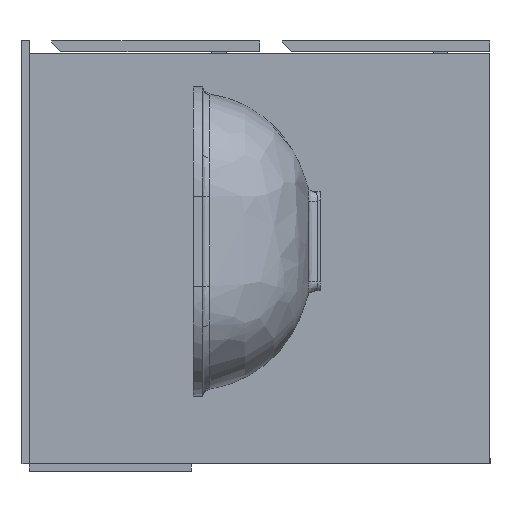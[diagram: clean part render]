
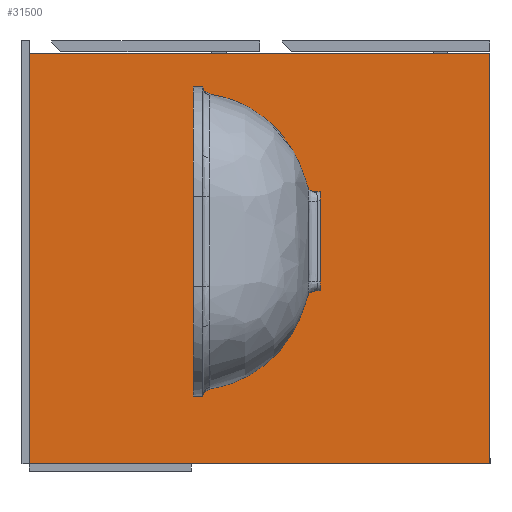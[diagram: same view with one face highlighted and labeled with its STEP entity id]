
A CAD part, left-side view. The second image highlights one B-rep face of the part: STEP entity #31500.
In plain terms, the highlighted planar face has unit normal (-1, 0, 0).
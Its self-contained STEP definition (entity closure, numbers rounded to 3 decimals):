
#2210 = EDGE_CURVE ( 'NONE', #21493, #27179, #5645, .T. ) ;
#2367 = CARTESIAN_POINT ( 'NONE',  ( 2., 0., -14. ) ) ;
#2465 = AXIS2_PLACEMENT_3D ( 'NONE', #26066, #23635, #3147 ) ;
#3147 = DIRECTION ( 'NONE',  ( 0., 0., -1. ) ) ;
#4841 = ORIENTED_EDGE ( 'NONE', *, *, #22432, .T. ) ;
#5475 = DIRECTION ( 'NONE',  ( 0., -1., 0. ) ) ;
#5608 = CARTESIAN_POINT ( 'NONE',  ( 2., 0., -470. ) ) ;
#5645 = LINE ( 'NONE', #18373, #13351 ) ;
#7085 = VECTOR ( 'NONE', #7496, 1000. ) ;
#7496 = DIRECTION ( 'NONE',  ( 0., 0., 1. ) ) ;
#7524 = VECTOR ( 'NONE', #30814, 1000. ) ;
#8801 = FACE_OUTER_BOUND ( 'NONE', #23434, .T. ) ;
#9324 = EDGE_CURVE ( 'NONE', #25762, #19233, #20891, .T. ) ;
#10581 = ORIENTED_EDGE ( 'NONE', *, *, #9324, .F. ) ;
#13191 = LINE ( 'NONE', #16116, #17060 ) ;
#13351 = VECTOR ( 'NONE', #5475, 1000. ) ;
#16116 = CARTESIAN_POINT ( 'NONE',  ( 2., 0., -470. ) ) ;
#17060 = VECTOR ( 'NONE', #17913, 1000. ) ;
#17835 = EDGE_CURVE ( 'NONE', #21493, #25762, #29818, .T. ) ;
#17913 = DIRECTION ( 'NONE',  ( 0., 0., 1. ) ) ;
#18373 = CARTESIAN_POINT ( 'NONE',  ( 2., 968.396, -470. ) ) ;
#19233 = VERTEX_POINT ( 'NONE', #2367 ) ;
#20738 = ORIENTED_EDGE ( 'NONE', *, *, #2210, .T. ) ;
#20891 = LINE ( 'NONE', #23651, #7524 ) ;
#21194 = PLANE ( 'NONE',  #2465 ) ;
#21493 = VERTEX_POINT ( 'NONE', #25446 ) ;
#22432 = EDGE_CURVE ( 'NONE', #27179, #19233, #13191, .T. ) ;
#23434 = EDGE_LOOP ( 'NONE', ( #24723, #20738, #4841, #10581 ) ) ;
#23635 = DIRECTION ( 'NONE',  ( 1., 0., 0. ) ) ;
#23651 = CARTESIAN_POINT ( 'NONE',  ( 2., 968.396, -14. ) ) ;
#24723 = ORIENTED_EDGE ( 'NONE', *, *, #17835, .F. ) ;
#25446 = CARTESIAN_POINT ( 'NONE',  ( 2., 512., -470. ) ) ;
#25762 = VERTEX_POINT ( 'NONE', #28831 ) ;
#26066 = CARTESIAN_POINT ( 'NONE',  ( 2., 968.396, -470. ) ) ;
#27179 = VERTEX_POINT ( 'NONE', #5608 ) ;
#27202 = CARTESIAN_POINT ( 'NONE',  ( 2., 512., -470. ) ) ;
#28831 = CARTESIAN_POINT ( 'NONE',  ( 2., 512., -14. ) ) ;
#29818 = LINE ( 'NONE', #27202, #7085 ) ;
#30814 = DIRECTION ( 'NONE',  ( 0., -1., 0. ) ) ;
#31500 = ADVANCED_FACE ( 'NONE', ( #8801 ), #21194, .F. ) ;
